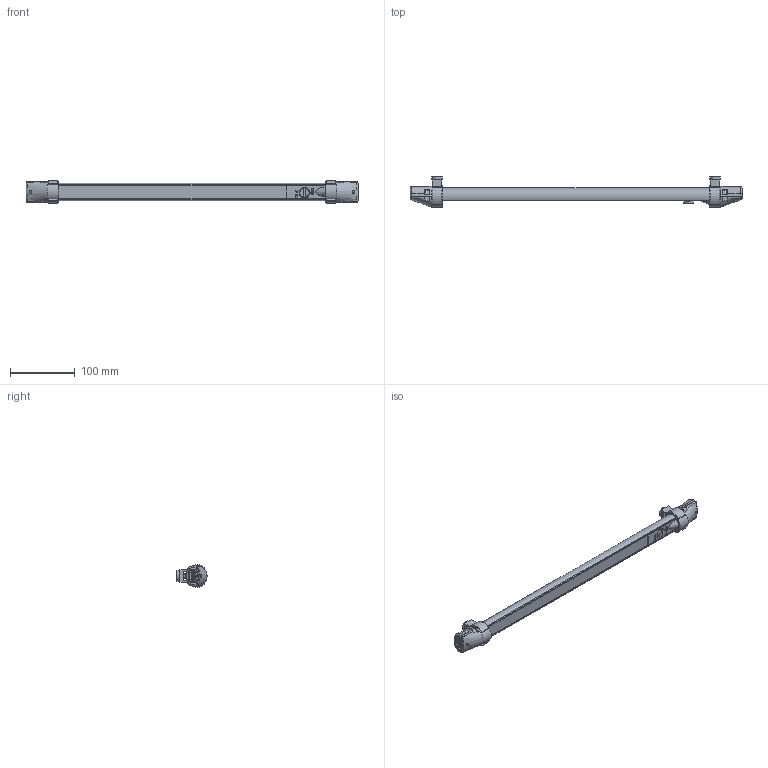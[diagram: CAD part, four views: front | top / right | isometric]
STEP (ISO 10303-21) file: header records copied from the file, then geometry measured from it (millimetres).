
FILE_DESCRIPTION(/* description */ (''),/* implementation_level */ '2;1');
FILE_NAME(/* name */ '112228_LED08-D-M20.stp',/* time_stamp */ '2025-04-10T13:27:48+02:00',/* author */ ('CAD'),/* organization */ (''),/* preprocessor_version */ 'ST-DEVELOPER v15.6',/* originating_system */ 'Autodesk Inventor 2015',/* authorisation */ '');
FILE_SCHEMA (('AUTOMOTIVE_DESIGN { 1 0 10303 214 3 1 1 }'));
Length unit declared in the file: millimetre
Products named in the file (1): 112228_LED08-D-M20_Shrinkwrap_1
Bounding box: 513 x 46.5 x 34.91 mm (x, y, z)
Surface area: 53986.2 mm2 (no closed solid volume)
Topology: 0 solids, 34 shells, 165 faces, 877 edges, 718 vertices
Faces by surface type: plane 70, bspline 42, cylinder 38, torus 10, sphere 3, cone 2
Full cylindrical faces by diameter (mm): 2 x1, 2.7 x3, 4 x2, 16 x2
Entity records: 10954 total; most frequent: CARTESIAN_POINT 4595, DIRECTION 1181, ORIENTED_EDGE 1073, EDGE_CURVE 857, VERTEX_POINT 713, AXIS2_PLACEMENT_3D 400, LINE 381, VECTOR 381
